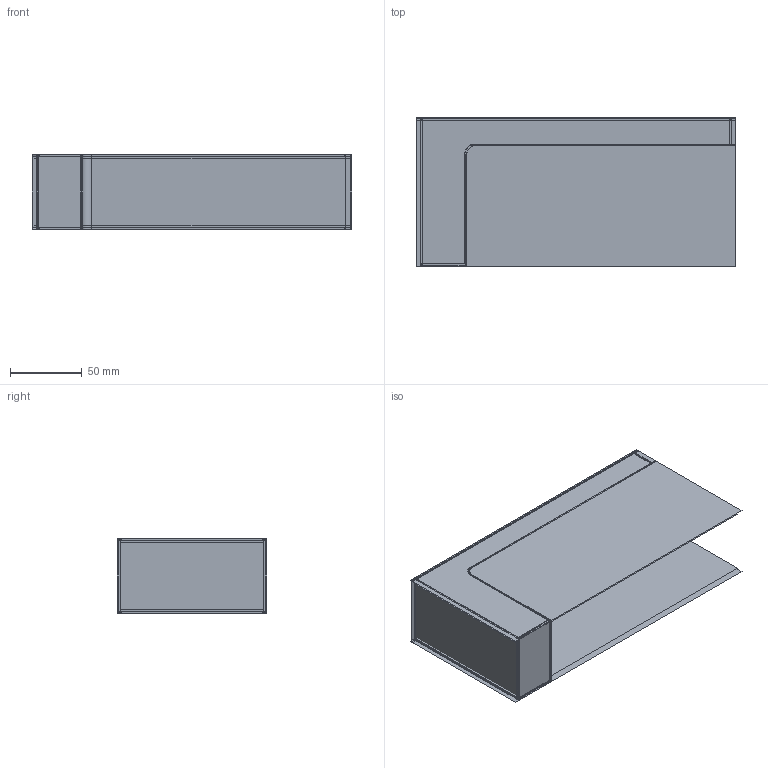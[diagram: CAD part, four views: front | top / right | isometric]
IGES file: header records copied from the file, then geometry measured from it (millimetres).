
Start section:  PTC IGES file: 101TUB-XX.igs
Global section: file name: 101TUB-XX.igs; native system: Creo Elements/Pro by Parametric Technology Corporation; preprocessor: 2015070; author: leo; organization: Unknown; date: 20200519.132050; units: inch
Bounding box: 222.56 x 104 x 52 mm (x, y, z)
Volume: 188921.2 mm3; surface area: 412775.7 mm2
Topology: 1 solids, 2 shells, 106 faces, 500 edges, 626 vertices
Faces by surface type: revolution 62, bspline 44
